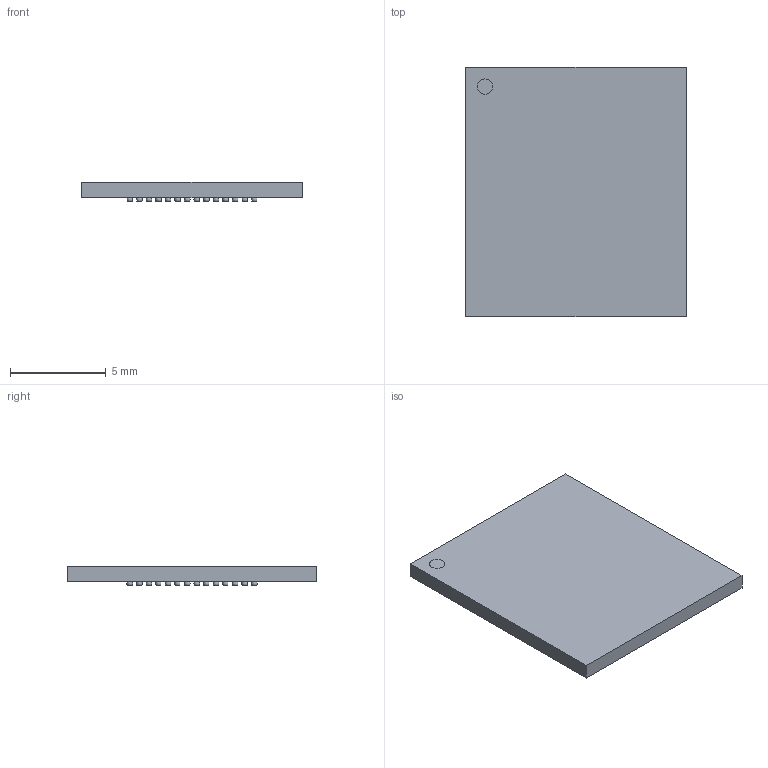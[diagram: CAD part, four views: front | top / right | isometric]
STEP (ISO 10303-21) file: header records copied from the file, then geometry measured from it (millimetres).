
FILE_DESCRIPTION(/* description */ (''),/* implementation_level */ '2;1');
FILE_NAME(/* name */ 'BGA153C50P14X14_1150X1300X100.stp',/* time_stamp */ '2017-08-17T10:45:39+02:00',/* author */ ('jchouvet'),/* organization */ (''),/* preprocessor_version */ 'ST-DEVELOPER v16.1',/* originating_system */ 'AutoCAD Mechanical',/* authorisation */ '');
FILE_SCHEMA (('AUTOMOTIVE_DESIGN { 1 0 10303 214 3 1 1 }'));
Length unit declared in the file: millimetre
Products named in the file (1): Product
Bounding box: 11.5 x 13 x 1 mm (x, y, z)
Volume: 121.4 mm3; surface area: 380.3 mm2
Topology: 155 solids, 155 shells, 470 faces, 630 edges, 471 vertices
Faces by surface type: plane 315, sphere 153, cylinder 2
Full cylindrical faces by diameter (mm): 0.8 x2
Entity records: 7788 total; most frequent: DIRECTION 1574, CARTESIAN_POINT 1111, AXIS2_PLACEMENT_3D 781, ORIENTED_EDGE 644, EDGE_LOOP 626, FACE_OUTER_BOUND 470, ADVANCED_FACE 470, EDGE_CURVE 322
